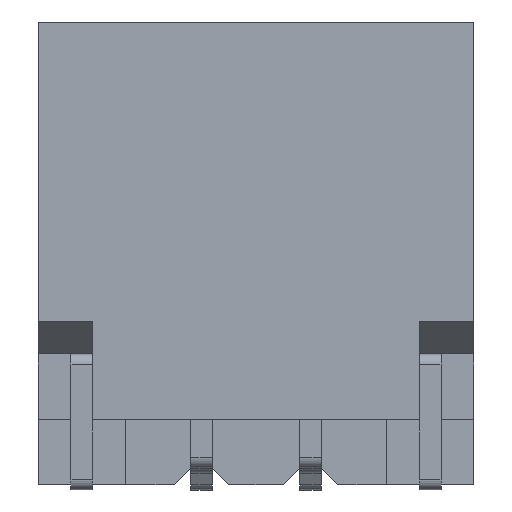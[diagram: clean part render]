
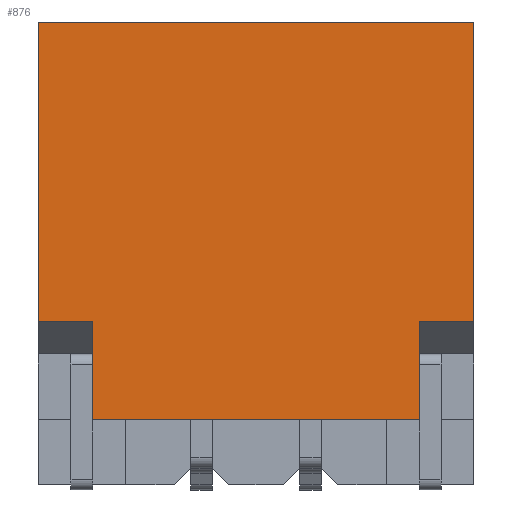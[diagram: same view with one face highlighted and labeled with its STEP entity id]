
A CAD part, front view. The second image highlights one B-rep face of the part: STEP entity #876.
In plain terms, the highlighted planar face has unit normal (0, -1, 0).
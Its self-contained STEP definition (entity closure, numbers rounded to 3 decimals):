
#876=ADVANCED_FACE('',(#2261),#2263,.T.);
#2261=FACE_BOUND('',#2262,.T.);
#2262=EDGE_LOOP('',(#3388,#3389,#3390,#3391,#3392,#3393,#3394,#3395));
#2263=PLANE('',#2264);
#2264=AXIS2_PLACEMENT_3D('',#2265,#2266,#2267);
#2265=CARTESIAN_POINT('',(-0.5,-2.9,0.));
#2266=DIRECTION('',(0.,-1.,0.));
#2267=DIRECTION('',(1.,0.,0.));
#3388=ORIENTED_EDGE('',*,*,#4144,.T.);
#3389=ORIENTED_EDGE('',*,*,#4145,.T.);
#3390=ORIENTED_EDGE('',*,*,#4069,.F.);
#3391=ORIENTED_EDGE('',*,*,#4139,.F.);
#3392=ORIENTED_EDGE('',*,*,#4146,.T.);
#3393=ORIENTED_EDGE('',*,*,#4147,.T.);
#3394=ORIENTED_EDGE('',*,*,#4148,.T.);
#3395=ORIENTED_EDGE('',*,*,#4149,.T.);
#4069=EDGE_CURVE('',#4706,#4708,#4709,.T.);
#4139=EDGE_CURVE('',#4837,#4706,#4839,.T.);
#4144=EDGE_CURVE('',#4846,#4847,#4848,.T.);
#4145=EDGE_CURVE('',#4847,#4708,#4849,.T.);
#4146=EDGE_CURVE('',#4837,#4850,#4851,.F.);
#4147=EDGE_CURVE('',#4850,#4852,#4853,.T.);
#4148=EDGE_CURVE('',#4852,#4854,#4855,.T.);
#4149=EDGE_CURVE('',#4854,#4846,#4856,.F.);
#4706=VERTEX_POINT('',#5990);
#4708=VERTEX_POINT('',#5994);
#4709=LINE('',#5995,#5996);
#4837=VERTEX_POINT('',#6261);
#4839=LINE('',#6265,#6266);
#4846=VERTEX_POINT('',#6282);
#4847=VERTEX_POINT('',#6283);
#4848=LINE('',#6284,#6285);
#4849=LINE('',#6287,#6288);
#4850=VERTEX_POINT('',#6290);
#4851=LINE('',#6291,#6292);
#4852=VERTEX_POINT('',#6294);
#4853=LINE('',#6295,#6296);
#4854=VERTEX_POINT('',#6298);
#4855=LINE('',#6299,#6300);
#4856=LINE('',#6302,#6303);
#5990=CARTESIAN_POINT('',(-1.5,-2.9,4.25));
#5994=CARTESIAN_POINT('',(2.5,-2.9,4.25));
#5995=CARTESIAN_POINT('',(-1.5,-2.9,4.25));
#5996=VECTOR('',#5997,1.);
#5997=DIRECTION('',(1.,0.,0.));
#6261=CARTESIAN_POINT('',(-1.5,-2.9,1.5));
#6265=CARTESIAN_POINT('',(-1.5,-2.9,1.5));
#6266=VECTOR('',#6267,1.);
#6267=DIRECTION('',(0.,0.,1.));
#6282=CARTESIAN_POINT('',(2.,-2.9,1.5));
#6283=CARTESIAN_POINT('',(2.5,-2.9,1.5));
#6284=CARTESIAN_POINT('',(2.,-2.9,1.5));
#6285=VECTOR('',#6286,1.);
#6286=DIRECTION('',(1.,0.,0.));
#6287=CARTESIAN_POINT('',(2.5,-2.9,1.5));
#6288=VECTOR('',#6289,1.);
#6289=DIRECTION('',(0.,0.,1.));
#6290=CARTESIAN_POINT('',(-1.,-2.9,1.5));
#6291=CARTESIAN_POINT('',(-1.,-2.9,1.5));
#6292=VECTOR('',#6293,1.);
#6293=DIRECTION('',(-1.,0.,0.));
#6294=CARTESIAN_POINT('',(-1.,-2.9,0.6));
#6295=CARTESIAN_POINT('',(-1.,-2.9,1.5));
#6296=VECTOR('',#6297,1.);
#6297=DIRECTION('',(0.,0.,-1.));
#6298=CARTESIAN_POINT('',(2.,-2.9,0.6));
#6299=CARTESIAN_POINT('',(-1.,-2.9,0.6));
#6300=VECTOR('',#6301,1.);
#6301=DIRECTION('',(1.,0.,0.));
#6302=CARTESIAN_POINT('',(2.,-2.9,1.5));
#6303=VECTOR('',#6304,1.);
#6304=DIRECTION('',(0.,0.,-1.));
